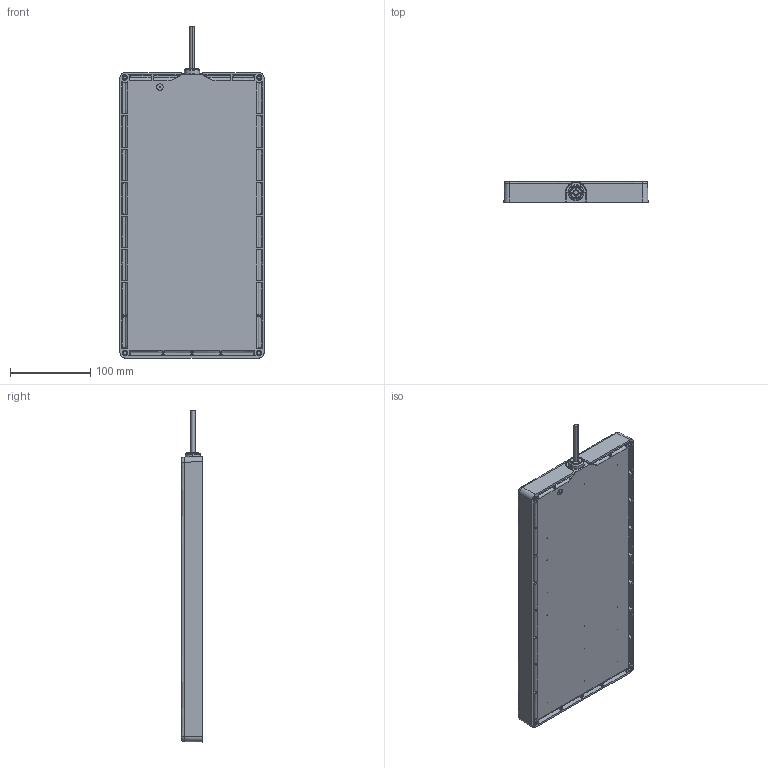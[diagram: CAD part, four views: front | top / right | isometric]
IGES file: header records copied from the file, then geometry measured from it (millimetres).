
Start section:  PTC IGES file: 155591.igs
Global section: file name: 155591.igs; native system: Pro/ENGINEER by Parametric Technology Corporation; preprocessor: 2009141; author: banengservice; organization: Unknown; date: 20110113.131937; units: inch
Bounding box: 180.1 x 25.77 x 414.85 mm (x, y, z)
Volume: 491685.2 mm3; surface area: 350470.3 mm2
Topology: 3 solids, 3 shells, 1224 faces, 2864 edges, 1760 vertices
Faces by surface type: revolution 669, bspline 555
